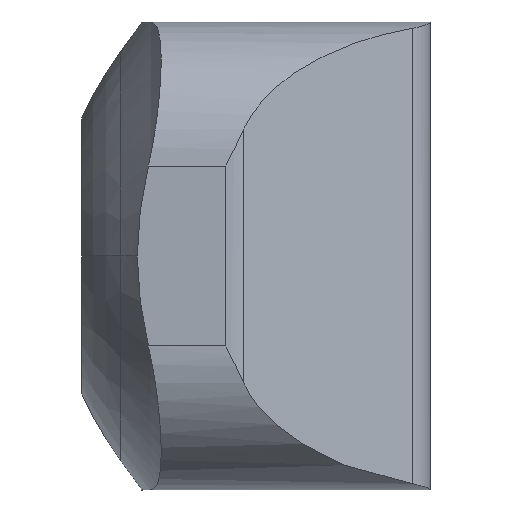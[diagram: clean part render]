
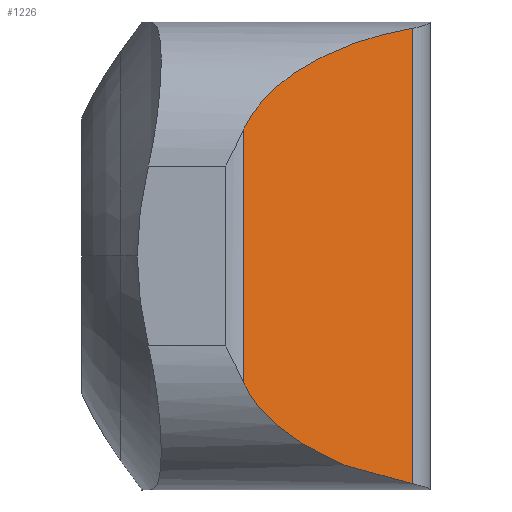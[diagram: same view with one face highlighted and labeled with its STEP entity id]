
A CAD part, left-side view. The second image highlights one B-rep face of the part: STEP entity #1226.
In plain terms, the highlighted planar face has unit normal (-0.866, -0.5, 0).
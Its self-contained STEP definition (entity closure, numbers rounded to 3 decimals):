
#72 = AXIS2_PLACEMENT_3D ( 'NONE', #292, #1318, #1176 ) ;
#90 = CARTESIAN_POINT ( 'NONE',  ( -18.598, -13.5, -30. ) ) ;
#131 = VECTOR ( 'NONE', #735, 1000. ) ;
#225 = EDGE_CURVE ( 'NONE', #1123, #964, #1746, .T. ) ;
#245 = LINE ( 'NONE', #90, #266 ) ;
#246 = EDGE_CURVE ( 'NONE', #1211, #306, #984, .T. ) ;
#266 = VECTOR ( 'NONE', #1247, 1000. ) ;
#268 = CARTESIAN_POINT ( 'NONE',  ( -10.496, -27.534, -18.98 ) ) ;
#276 = CARTESIAN_POINT ( 'NONE',  ( -10.496, -27.534, 18.98 ) ) ;
#292 = CARTESIAN_POINT ( 'NONE',  ( -10.496, -27.534, -30. ) ) ;
#304 = ORIENTED_EDGE ( 'NONE', *, *, #1191, .T. ) ;
#306 = VERTEX_POINT ( 'NONE', #1630 ) ;
#345 = ORIENTED_EDGE ( 'NONE', *, *, #785, .F. ) ;
#404 = CARTESIAN_POINT ( 'NONE',  ( -17.508, -15.388, 14.685 ) ) ;
#412 = CARTESIAN_POINT ( 'NONE',  ( -14.559, -20.496, 17.742 ) ) ;
#420 = CARTESIAN_POINT ( 'NONE',  ( -17.508, -15.388, -14.685 ) ) ;
#582 = FACE_OUTER_BOUND ( 'NONE', #1259, .T. ) ;
#735 = DIRECTION ( 'NONE',  ( 0., 0., 1. ) ) ;
#785 = EDGE_CURVE ( 'NONE', #306, #1123, #245, .T. ) ;
#883 = PLANE ( 'NONE',  #72 ) ;
#964 = VERTEX_POINT ( 'NONE', #1243 ) ;
#984 =( BOUNDED_CURVE ( )  B_SPLINE_CURVE ( 3, ( #268, #1283, #420, #1854 ),
 .UNSPECIFIED., .F., .F. ) 
 B_SPLINE_CURVE_WITH_KNOTS ( ( 4, 4 ),
 ( 5.008, 6.024 ),
 .UNSPECIFIED. ) 
 CURVE ( )  GEOMETRIC_REPRESENTATION_ITEM ( )  RATIONAL_B_SPLINE_CURVE ( ( 1., 0.916, 0.916, 1. ) ) 
 REPRESENTATION_ITEM ( '' )  );
#1033 = LINE ( 'NONE', #1337, #131 ) ;
#1123 = VERTEX_POINT ( 'NONE', #1719 ) ;
#1176 = DIRECTION ( 'NONE',  ( 0.5, -0.866, 0. ) ) ;
#1191 = EDGE_CURVE ( 'NONE', #1211, #964, #1033, .T. ) ;
#1211 = VERTEX_POINT ( 'NONE', #1758 ) ;
#1226 = ADVANCED_FACE ( 'NONE', ( #582 ), #883, .T. ) ;
#1243 = CARTESIAN_POINT ( 'NONE',  ( -10.496, -27.534, 18.98 ) ) ;
#1247 = DIRECTION ( 'NONE',  ( 0., 0., 1. ) ) ;
#1259 = EDGE_LOOP ( 'NONE', ( #345, #1387, #304, #1526 ) ) ;
#1283 = CARTESIAN_POINT ( 'NONE',  ( -14.559, -20.496, -17.742 ) ) ;
#1291 = CARTESIAN_POINT ( 'NONE',  ( -18.598, -13.5, 10.58 ) ) ;
#1318 = DIRECTION ( 'NONE',  ( -0.866, -0.5, 0. ) ) ;
#1337 = CARTESIAN_POINT ( 'NONE',  ( -10.496, -27.534, -30. ) ) ;
#1387 = ORIENTED_EDGE ( 'NONE', *, *, #246, .F. ) ;
#1526 = ORIENTED_EDGE ( 'NONE', *, *, #225, .F. ) ;
#1630 = CARTESIAN_POINT ( 'NONE',  ( -18.598, -13.5, -10.58 ) ) ;
#1719 = CARTESIAN_POINT ( 'NONE',  ( -18.598, -13.5, 10.58 ) ) ;
#1746 =( BOUNDED_CURVE ( )  B_SPLINE_CURVE ( 3, ( #1291, #404, #412, #276 ),
 .UNSPECIFIED., .F., .F. ) 
 B_SPLINE_CURVE_WITH_KNOTS ( ( 4, 4 ),
 ( 0.26, 1.275 ),
 .UNSPECIFIED. ) 
 CURVE ( )  GEOMETRIC_REPRESENTATION_ITEM ( )  RATIONAL_B_SPLINE_CURVE ( ( 1., 0.916, 0.916, 1. ) ) 
 REPRESENTATION_ITEM ( '' )  );
#1758 = CARTESIAN_POINT ( 'NONE',  ( -10.496, -27.534, -18.98 ) ) ;
#1854 = CARTESIAN_POINT ( 'NONE',  ( -18.598, -13.5, -10.58 ) ) ;
